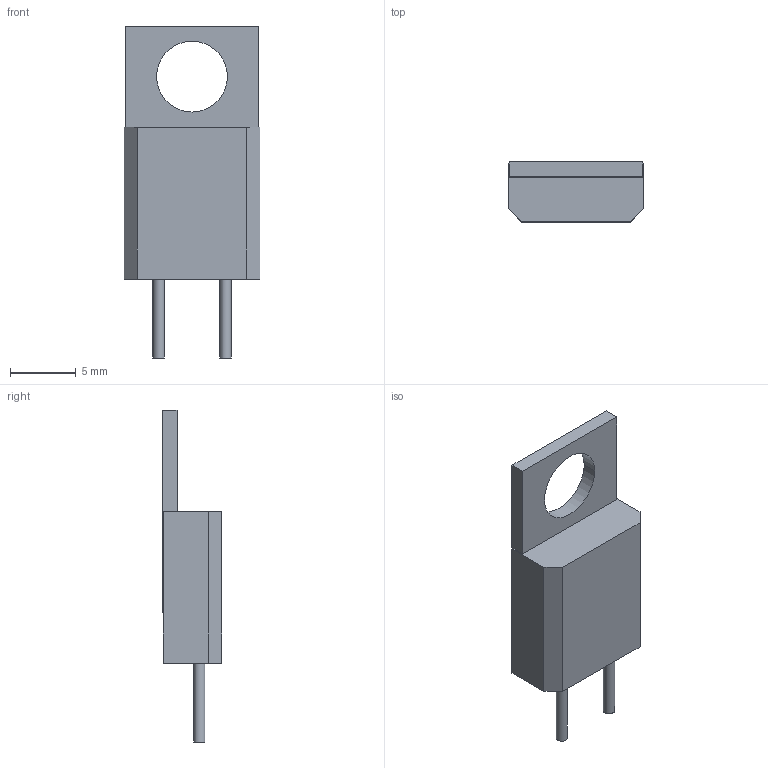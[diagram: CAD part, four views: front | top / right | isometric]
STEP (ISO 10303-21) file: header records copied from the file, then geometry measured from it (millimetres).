
FILE_DESCRIPTION(('STEP AP214'),'1');
FILE_NAME('TO-220_K__2PIN_MCH','2023-11-18T03:59:55',(''),(''),'','','');
FILE_SCHEMA(('AUTOMOTIVE_DESIGN'));
Length unit declared in the file: millimetre
Products named in the file (1): product
Bounding box: 10.34 x 4.55 x 25.25 mm (x, y, z)
Volume: 595 mm3; surface area: 749.2 mm2
Topology: 4 solids, 4 shells, 28 faces, 58 edges, 38 vertices
Faces by surface type: plane 24, cylinder 4
Full cylindrical faces by diameter (mm): 0.864 x2
Entity records: 885 total; most frequent: DIRECTION 126, ORIENTED_EDGE 112, CARTESIAN_POINT 75, EDGE_CURVE 56, LINE 48, VECTOR 48, AXIS2_PLACEMENT_3D 39, VERTEX_POINT 38
